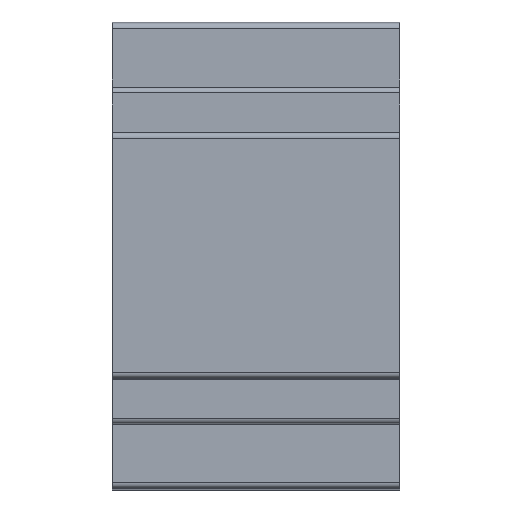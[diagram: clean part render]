
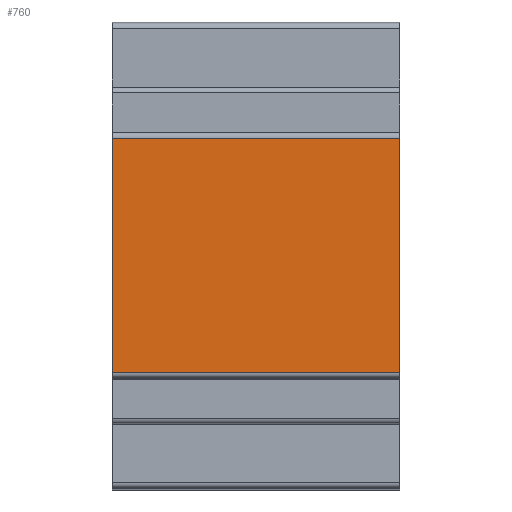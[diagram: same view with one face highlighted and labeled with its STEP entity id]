
A CAD part, top view. The second image highlights one B-rep face of the part: STEP entity #760.
In plain terms, the highlighted face is planar.
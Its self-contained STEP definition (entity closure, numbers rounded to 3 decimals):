
#30 = CARTESIAN_POINT ( 'NONE',  ( -26.25, 64., -21.407 ) ) ;
#39 = VECTOR ( 'NONE', #639, 1000. ) ;
#40 = ORIENTED_EDGE ( 'NONE', *, *, #526, .T. ) ;
#90 = ORIENTED_EDGE ( 'NONE', *, *, #720, .F. ) ;
#123 = LINE ( 'NONE', #836, #39 ) ;
#128 = PLANE ( 'NONE',  #875 ) ;
#132 = DIRECTION ( 'NONE',  ( -1., 0., 0. ) ) ;
#133 = CARTESIAN_POINT ( 'NONE',  ( 26.25, 64., -21.407 ) ) ;
#146 = DIRECTION ( 'NONE',  ( 0., -1., 0. ) ) ;
#207 = CARTESIAN_POINT ( 'NONE',  ( 26.25, 64., 21.407 ) ) ;
#212 = VECTOR ( 'NONE', #326, 1000. ) ;
#221 = LINE ( 'NONE', #418, #294 ) ;
#229 = VERTEX_POINT ( 'NONE', #849 ) ;
#243 = CARTESIAN_POINT ( 'NONE',  ( 26.25, 64., 21.407 ) ) ;
#281 = DIRECTION ( 'NONE',  ( 0., 0., 1. ) ) ;
#294 = VECTOR ( 'NONE', #132, 1000. ) ;
#302 = VERTEX_POINT ( 'NONE', #30 ) ;
#326 = DIRECTION ( 'NONE',  ( -1., 0., 0. ) ) ;
#374 = EDGE_LOOP ( 'NONE', ( #435, #816, #90, #40 ) ) ;
#418 = CARTESIAN_POINT ( 'NONE',  ( 26.25, 64., -21.407 ) ) ;
#432 = VECTOR ( 'NONE', #281, 1000. ) ;
#435 = ORIENTED_EDGE ( 'NONE', *, *, #797, .T. ) ;
#500 = CARTESIAN_POINT ( 'NONE',  ( 26.25, 64., -21.407 ) ) ;
#501 = VERTEX_POINT ( 'NONE', #574 ) ;
#526 = EDGE_CURVE ( 'NONE', #229, #302, #221, .T. ) ;
#570 = LINE ( 'NONE', #500, #432 ) ;
#574 = CARTESIAN_POINT ( 'NONE',  ( -26.25, 64., 21.407 ) ) ;
#590 = VERTEX_POINT ( 'NONE', #243 ) ;
#618 = DIRECTION ( 'NONE',  ( 0., 0., -1. ) ) ;
#629 = LINE ( 'NONE', #207, #212 ) ;
#639 = DIRECTION ( 'NONE',  ( 0., 0., 1. ) ) ;
#720 = EDGE_CURVE ( 'NONE', #229, #590, #570, .T. ) ;
#738 = EDGE_CURVE ( 'NONE', #590, #501, #629, .T. ) ;
#760 = ADVANCED_FACE ( 'NONE', ( #775 ), #128, .F. ) ;
#775 = FACE_OUTER_BOUND ( 'NONE', #374, .T. ) ;
#797 = EDGE_CURVE ( 'NONE', #302, #501, #123, .T. ) ;
#816 = ORIENTED_EDGE ( 'NONE', *, *, #738, .F. ) ;
#836 = CARTESIAN_POINT ( 'NONE',  ( -26.25, 64., -21.407 ) ) ;
#849 = CARTESIAN_POINT ( 'NONE',  ( 26.25, 64., -21.407 ) ) ;
#875 = AXIS2_PLACEMENT_3D ( 'NONE', #133, #146, #618 ) ;
